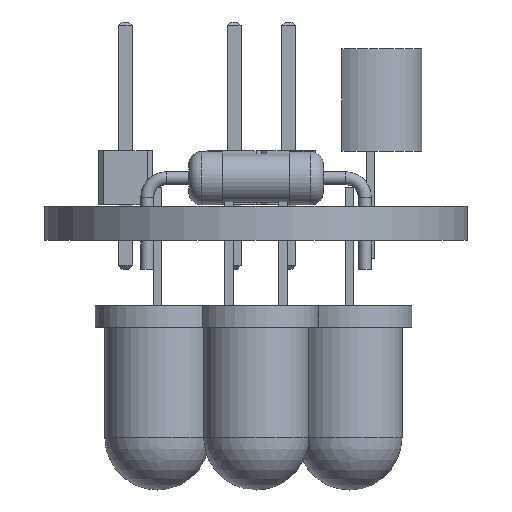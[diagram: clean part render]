
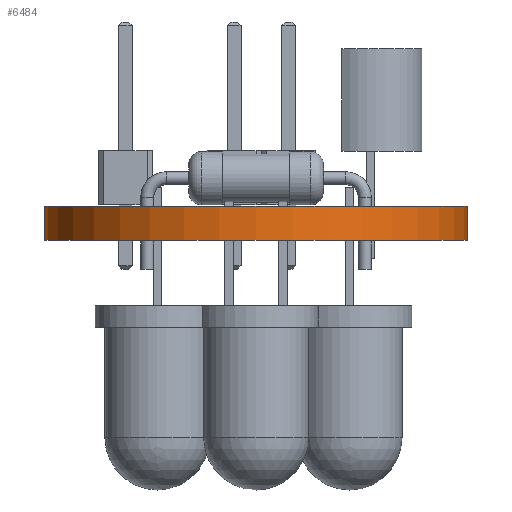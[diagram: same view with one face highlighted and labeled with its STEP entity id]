
A CAD part, front view. The second image highlights one B-rep face of the part: STEP entity #6484.
In plain terms, the highlighted cylindrical face has radius 9.854 mm (diameter 19.708 mm), a full revolution.
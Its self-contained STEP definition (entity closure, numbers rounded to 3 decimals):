
#6484 = ADVANCED_FACE('',(#6485),#6499,.T.);
#6485 = FACE_BOUND('',#6486,.F.);
#6486 = EDGE_LOOP('',(#6487,#6517,#6544,#6545));
#6487 = ORIENTED_EDGE('',*,*,#6488,.T.);
#6488 = EDGE_CURVE('',#6489,#6491,#6493,.T.);
#6489 = VERTEX_POINT('',#6490);
#6490 = CARTESIAN_POINT('',(113.994,18.034,0.));
#6491 = VERTEX_POINT('',#6492);
#6492 = CARTESIAN_POINT('',(113.994,18.034,1.6));
#6493 = SEAM_CURVE('',#6494,(#6498,#6510),.PCURVE_S1.);
#6494 = LINE('',#6495,#6496);
#6495 = CARTESIAN_POINT('',(113.994,18.034,0.));
#6496 = VECTOR('',#6497,1.);
#6497 = DIRECTION('',(0.,0.,1.));
#6498 = PCURVE('',#6499,#6504);
#6499 = CYLINDRICAL_SURFACE('',#6500,9.854);
#6500 = AXIS2_PLACEMENT_3D('',#6501,#6502,#6503);
#6501 = CARTESIAN_POINT('',(104.14,18.034,0.));
#6502 = DIRECTION('',(-0.,-0.,-1.));
#6503 = DIRECTION('',(1.,0.,-0.));
#6504 = DEFINITIONAL_REPRESENTATION('',(#6505),#6509);
#6505 = LINE('',#6506,#6507);
#6506 = CARTESIAN_POINT('',(-0.,0.));
#6507 = VECTOR('',#6508,1.);
#6508 = DIRECTION('',(-0.,-1.));
#6509 = ( GEOMETRIC_REPRESENTATION_CONTEXT(2) 
PARAMETRIC_REPRESENTATION_CONTEXT() REPRESENTATION_CONTEXT('2D SPACE',''
  ) );
#6510 = PCURVE('',#6499,#6511);
#6511 = DEFINITIONAL_REPRESENTATION('',(#6512),#6516);
#6512 = LINE('',#6513,#6514);
#6513 = CARTESIAN_POINT('',(-6.283,0.));
#6514 = VECTOR('',#6515,1.);
#6515 = DIRECTION('',(-0.,-1.));
#6516 = ( GEOMETRIC_REPRESENTATION_CONTEXT(2) 
PARAMETRIC_REPRESENTATION_CONTEXT() REPRESENTATION_CONTEXT('2D SPACE',''
  ) );
#6517 = ORIENTED_EDGE('',*,*,#6518,.T.);
#6518 = EDGE_CURVE('',#6491,#6491,#6519,.T.);
#6519 = SURFACE_CURVE('',#6520,(#6525,#6532),.PCURVE_S1.);
#6520 = CIRCLE('',#6521,9.854);
#6521 = AXIS2_PLACEMENT_3D('',#6522,#6523,#6524);
#6522 = CARTESIAN_POINT('',(104.14,18.034,1.6));
#6523 = DIRECTION('',(0.,0.,1.));
#6524 = DIRECTION('',(1.,0.,-0.));
#6525 = PCURVE('',#6499,#6526);
#6526 = DEFINITIONAL_REPRESENTATION('',(#6527),#6531);
#6527 = LINE('',#6528,#6529);
#6528 = CARTESIAN_POINT('',(-0.,-1.6));
#6529 = VECTOR('',#6530,1.);
#6530 = DIRECTION('',(-1.,0.));
#6531 = ( GEOMETRIC_REPRESENTATION_CONTEXT(2) 
PARAMETRIC_REPRESENTATION_CONTEXT() REPRESENTATION_CONTEXT('2D SPACE',''
  ) );
#6532 = PCURVE('',#6533,#6538);
#6533 = PLANE('',#6534);
#6534 = AXIS2_PLACEMENT_3D('',#6535,#6536,#6537);
#6535 = CARTESIAN_POINT('',(104.14,18.034,1.6));
#6536 = DIRECTION('',(0.,0.,1.));
#6537 = DIRECTION('',(1.,0.,-0.));
#6538 = DEFINITIONAL_REPRESENTATION('',(#6539),#6543);
#6539 = CIRCLE('',#6540,9.854);
#6540 = AXIS2_PLACEMENT_2D('',#6541,#6542);
#6541 = CARTESIAN_POINT('',(0.,0.));
#6542 = DIRECTION('',(1.,0.));
#6543 = ( GEOMETRIC_REPRESENTATION_CONTEXT(2) 
PARAMETRIC_REPRESENTATION_CONTEXT() REPRESENTATION_CONTEXT('2D SPACE',''
  ) );
#6544 = ORIENTED_EDGE('',*,*,#6488,.F.);
#6545 = ORIENTED_EDGE('',*,*,#6546,.F.);
#6546 = EDGE_CURVE('',#6489,#6489,#6547,.T.);
#6547 = SURFACE_CURVE('',#6548,(#6553,#6560),.PCURVE_S1.);
#6548 = CIRCLE('',#6549,9.854);
#6549 = AXIS2_PLACEMENT_3D('',#6550,#6551,#6552);
#6550 = CARTESIAN_POINT('',(104.14,18.034,0.));
#6551 = DIRECTION('',(0.,0.,1.));
#6552 = DIRECTION('',(1.,0.,-0.));
#6553 = PCURVE('',#6499,#6554);
#6554 = DEFINITIONAL_REPRESENTATION('',(#6555),#6559);
#6555 = LINE('',#6556,#6557);
#6556 = CARTESIAN_POINT('',(-0.,0.));
#6557 = VECTOR('',#6558,1.);
#6558 = DIRECTION('',(-1.,0.));
#6559 = ( GEOMETRIC_REPRESENTATION_CONTEXT(2) 
PARAMETRIC_REPRESENTATION_CONTEXT() REPRESENTATION_CONTEXT('2D SPACE',''
  ) );
#6560 = PCURVE('',#6561,#6566);
#6561 = PLANE('',#6562);
#6562 = AXIS2_PLACEMENT_3D('',#6563,#6564,#6565);
#6563 = CARTESIAN_POINT('',(104.14,18.034,0.));
#6564 = DIRECTION('',(0.,0.,1.));
#6565 = DIRECTION('',(1.,0.,-0.));
#6566 = DEFINITIONAL_REPRESENTATION('',(#6567),#6571);
#6567 = CIRCLE('',#6568,9.854);
#6568 = AXIS2_PLACEMENT_2D('',#6569,#6570);
#6569 = CARTESIAN_POINT('',(0.,0.));
#6570 = DIRECTION('',(1.,0.));
#6571 = ( GEOMETRIC_REPRESENTATION_CONTEXT(2) 
PARAMETRIC_REPRESENTATION_CONTEXT() REPRESENTATION_CONTEXT('2D SPACE',''
  ) );
